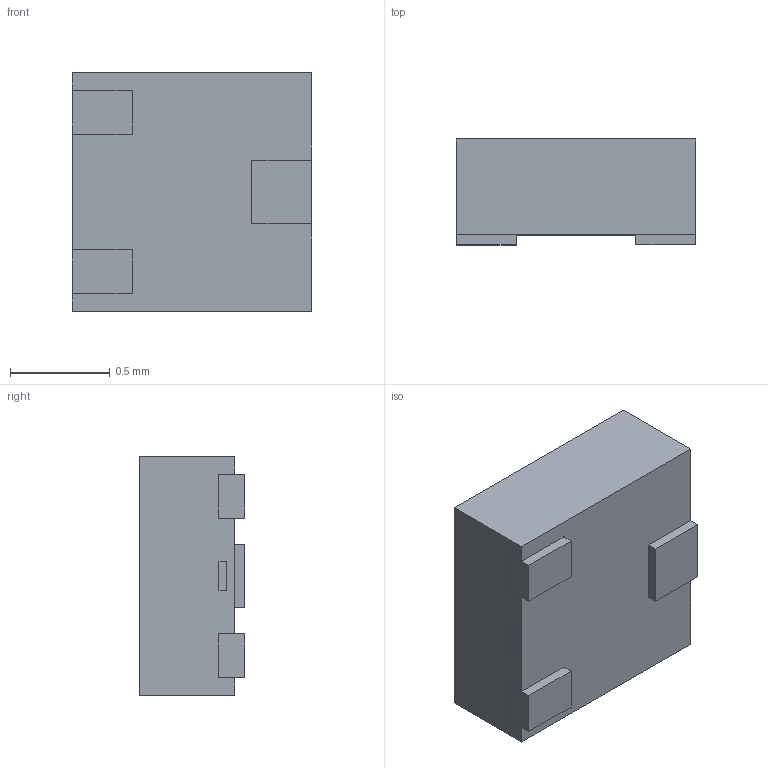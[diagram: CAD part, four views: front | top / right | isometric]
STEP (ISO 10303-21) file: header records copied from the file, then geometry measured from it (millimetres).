
FILE_DESCRIPTION (( 'STEP AP214' ), '1' );
FILE_NAME ('DMP21D6UFD-7.STEP', '2023-10-04T12:23:28', ( '' ), ( '' ), 'SwSTEP 2.0', 'SolidWorks 2021', '' );
FILE_SCHEMA (( 'AUTOMOTIVE_DESIGN' ));
Length unit declared in the file: millimetre
Products named in the file (1): DMP21D6UFD-7
Bounding box: 1.2 x 0.53 x 1.2 mm (x, y, z)
Volume: 0.7 mm3; surface area: 6.3 mm2
Topology: 5 solids, 5 shells, 47 faces, 108 edges, 72 vertices
Faces by surface type: plane 47
Entity records: 1372 total; most frequent: CARTESIAN_POINT 228, ORIENTED_EDGE 216, DIRECTION 204, LINE 108, EDGE_CURVE 108, VECTOR 108, VERTEX_POINT 72, EDGE_LOOP 48
